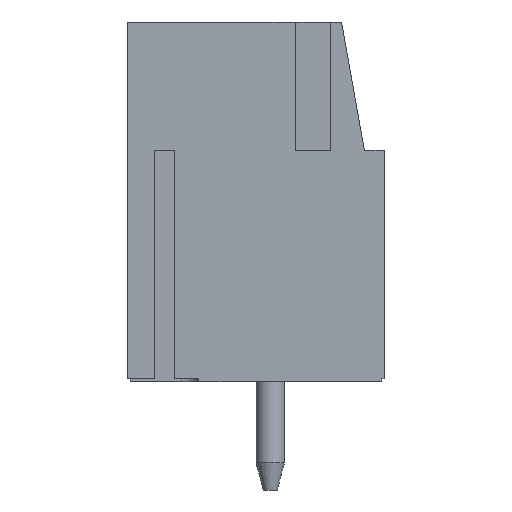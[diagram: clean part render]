
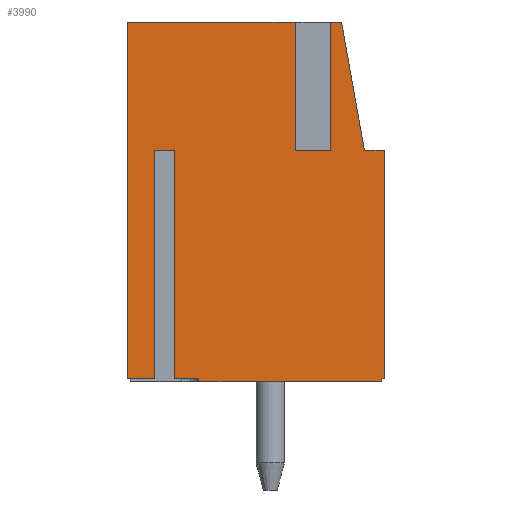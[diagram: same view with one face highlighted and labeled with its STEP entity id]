
A CAD part, left-side view. The second image highlights one B-rep face of the part: STEP entity #3990.
In plain terms, the highlighted planar face has unit normal (-1, 0, 0).
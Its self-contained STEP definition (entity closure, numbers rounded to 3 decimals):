
#78=PLANE('',#4638);
#270=LINE('',#6281,#693);
#274=LINE('',#6289,#697);
#321=LINE('',#6408,#744);
#352=LINE('',#6468,#775);
#360=LINE('',#6486,#783);
#388=LINE('',#6556,#811);
#402=LINE('',#6580,#825);
#403=LINE('',#6582,#826);
#404=LINE('',#6584,#827);
#405=LINE('',#6585,#828);
#406=LINE('',#6586,#829);
#407=LINE('',#6588,#830);
#408=LINE('',#6590,#831);
#409=LINE('',#6591,#832);
#410=LINE('',#6593,#833);
#411=LINE('',#6595,#834);
#412=LINE('',#6596,#835);
#413=LINE('',#6598,#836);
#693=VECTOR('',#5055,1000.);
#697=VECTOR('',#5059,1000.);
#744=VECTOR('',#5144,1000.);
#775=VECTOR('',#5177,1000.);
#783=VECTOR('',#5187,1000.);
#811=VECTOR('',#5237,1000.);
#825=VECTOR('',#5255,1000.);
#826=VECTOR('',#5256,1000.);
#827=VECTOR('',#5257,1000.);
#828=VECTOR('',#5258,1000.);
#829=VECTOR('',#5259,1000.);
#830=VECTOR('',#5260,1000.);
#831=VECTOR('',#5261,1000.);
#832=VECTOR('',#5262,1000.);
#833=VECTOR('',#5263,1000.);
#834=VECTOR('',#5264,1000.);
#835=VECTOR('',#5265,1000.);
#836=VECTOR('',#5266,1000.);
#1314=ORIENTED_EDGE('',*,*,#2443,.F.);
#1315=ORIENTED_EDGE('',*,*,#2444,.T.);
#1316=ORIENTED_EDGE('',*,*,#2445,.T.);
#1317=ORIENTED_EDGE('',*,*,#2290,.F.);
#1318=ORIENTED_EDGE('',*,*,#2446,.T.);
#1319=ORIENTED_EDGE('',*,*,#2393,.T.);
#1320=ORIENTED_EDGE('',*,*,#2447,.F.);
#1321=ORIENTED_EDGE('',*,*,#2448,.F.);
#1322=ORIENTED_EDGE('',*,*,#2449,.T.);
#1323=ORIENTED_EDGE('',*,*,#2429,.T.);
#1324=ORIENTED_EDGE('',*,*,#2450,.F.);
#1325=ORIENTED_EDGE('',*,*,#2451,.F.);
#1326=ORIENTED_EDGE('',*,*,#2452,.T.);
#1327=ORIENTED_EDGE('',*,*,#2384,.T.);
#1328=ORIENTED_EDGE('',*,*,#2353,.F.);
#1329=ORIENTED_EDGE('',*,*,#2453,.T.);
#1330=ORIENTED_EDGE('',*,*,#2454,.T.);
#1331=ORIENTED_EDGE('',*,*,#2294,.F.);
#2290=EDGE_CURVE('',#2866,#2867,#270,.T.);
#2294=EDGE_CURVE('',#2870,#2871,#274,.T.);
#2353=EDGE_CURVE('',#2923,#2924,#321,.T.);
#2384=EDGE_CURVE('',#2952,#2924,#352,.T.);
#2393=EDGE_CURVE('',#2961,#2960,#360,.T.);
#2429=EDGE_CURVE('',#2992,#2990,#388,.T.);
#2443=EDGE_CURVE('',#3000,#2870,#402,.T.);
#2444=EDGE_CURVE('',#3000,#3001,#403,.T.);
#2445=EDGE_CURVE('',#3001,#2867,#404,.T.);
#2446=EDGE_CURVE('',#2866,#2961,#405,.T.);
#2447=EDGE_CURVE('',#3002,#2960,#406,.T.);
#2448=EDGE_CURVE('',#3003,#3002,#407,.T.);
#2449=EDGE_CURVE('',#3003,#2992,#408,.T.);
#2450=EDGE_CURVE('',#3004,#2990,#409,.T.);
#2451=EDGE_CURVE('',#3005,#3004,#410,.T.);
#2452=EDGE_CURVE('',#3005,#2952,#411,.T.);
#2453=EDGE_CURVE('',#2923,#3006,#412,.T.);
#2454=EDGE_CURVE('',#3006,#2871,#413,.T.);
#2866=VERTEX_POINT('',#6280);
#2867=VERTEX_POINT('',#6282);
#2870=VERTEX_POINT('',#6288);
#2871=VERTEX_POINT('',#6290);
#2923=VERTEX_POINT('',#6407);
#2924=VERTEX_POINT('',#6409);
#2952=VERTEX_POINT('',#6469);
#2960=VERTEX_POINT('',#6485);
#2961=VERTEX_POINT('',#6487);
#2990=VERTEX_POINT('',#6554);
#2992=VERTEX_POINT('',#6557);
#3000=VERTEX_POINT('',#6581);
#3001=VERTEX_POINT('',#6583);
#3002=VERTEX_POINT('',#6587);
#3003=VERTEX_POINT('',#6589);
#3004=VERTEX_POINT('',#6592);
#3005=VERTEX_POINT('',#6594);
#3006=VERTEX_POINT('',#6597);
#3376=EDGE_LOOP('',(#1314,#1315,#1316,#1317,#1318,#1319,#1320,#1321,#1322,
#1323,#1324,#1325,#1326,#1327,#1328,#1329,#1330,#1331));
#3668=FACE_BOUND('',#3376,.T.);
#3990=ADVANCED_FACE('',(#3668),#78,.F.);
#4638=AXIS2_PLACEMENT_3D('',#6579,#5253,#5254);
#5055=DIRECTION('',(0.,-1.,0.));
#5059=DIRECTION('',(0.,-1.,0.));
#5144=DIRECTION('',(0.,0.,-1.));
#5177=DIRECTION('',(0.,-1.,0.));
#5187=DIRECTION('',(0.,-1.,0.));
#5237=DIRECTION('',(0.,-1.,0.));
#5253=DIRECTION('',(1.,0.,0.));
#5254=DIRECTION('',(0.,0.,-1.));
#5255=DIRECTION('',(0.,0.,1.));
#5256=DIRECTION('',(0.,1.,0.));
#5257=DIRECTION('',(0.,0.,1.));
#5258=DIRECTION('',(0.,0.,-1.));
#5259=DIRECTION('',(0.,0.,-1.));
#5260=DIRECTION('',(0.,1.,0.));
#5261=DIRECTION('',(0.,0.,-1.));
#5262=DIRECTION('',(0.,0.,1.));
#5263=DIRECTION('',(0.,1.,0.));
#5264=DIRECTION('',(0.,0.,1.));
#5265=DIRECTION('',(0.,1.,0.));
#5266=DIRECTION('',(0.,0.175,0.985));
#6280=CARTESIAN_POINT('',(-7.5,5.,12.5));
#6281=CARTESIAN_POINT('',(-7.5,5.,12.5));
#6282=CARTESIAN_POINT('',(-7.5,-1.15,12.5));
#6288=CARTESIAN_POINT('',(-7.5,-1.85,12.5));
#6289=CARTESIAN_POINT('',(-7.5,5.,12.5));
#6290=CARTESIAN_POINT('',(-7.5,-2.5,12.5));
#6407=CARTESIAN_POINT('',(-7.5,-4.,8.));
#6408=CARTESIAN_POINT('',(-7.5,-4.,12.5));
#6409=CARTESIAN_POINT('',(-7.5,-4.,0.));
#6468=CARTESIAN_POINT('',(-7.5,5.,0.));
#6469=CARTESIAN_POINT('',(-7.5,-3.9,0.));
#6485=CARTESIAN_POINT('',(-7.5,4.05,0.));
#6486=CARTESIAN_POINT('',(-7.5,5.,0.));
#6487=CARTESIAN_POINT('',(-7.5,5.,0.));
#6554=CARTESIAN_POINT('',(-7.5,2.5,0.));
#6556=CARTESIAN_POINT('',(-7.5,5.,0.));
#6557=CARTESIAN_POINT('',(-7.5,3.35,0.));
#6579=CARTESIAN_POINT('',(-7.5,5.,12.5));
#6580=CARTESIAN_POINT('',(-7.5,-1.85,8.));
#6581=CARTESIAN_POINT('',(-7.5,-1.85,8.));
#6582=CARTESIAN_POINT('',(-7.5,-1.85,8.));
#6583=CARTESIAN_POINT('',(-7.5,-1.15,8.));
#6584=CARTESIAN_POINT('',(-7.5,-1.15,8.));
#6585=CARTESIAN_POINT('',(-7.5,5.,12.5));
#6586=CARTESIAN_POINT('',(-7.5,4.05,8.));
#6587=CARTESIAN_POINT('',(-7.5,4.05,8.));
#6588=CARTESIAN_POINT('',(-7.5,3.35,8.));
#6589=CARTESIAN_POINT('',(-7.5,3.35,8.));
#6590=CARTESIAN_POINT('',(-7.5,3.35,8.));
#6591=CARTESIAN_POINT('',(-7.5,2.5,-0.1));
#6592=CARTESIAN_POINT('',(-7.5,2.5,-0.1));
#6593=CARTESIAN_POINT('',(-7.5,-3.9,-0.1));
#6594=CARTESIAN_POINT('',(-7.5,-3.9,-0.1));
#6595=CARTESIAN_POINT('',(-7.5,-3.9,-0.1));
#6596=CARTESIAN_POINT('',(-7.5,5.,8.));
#6597=CARTESIAN_POINT('',(-7.5,-3.3,8.));
#6598=CARTESIAN_POINT('',(-7.5,-2.27,13.792));
